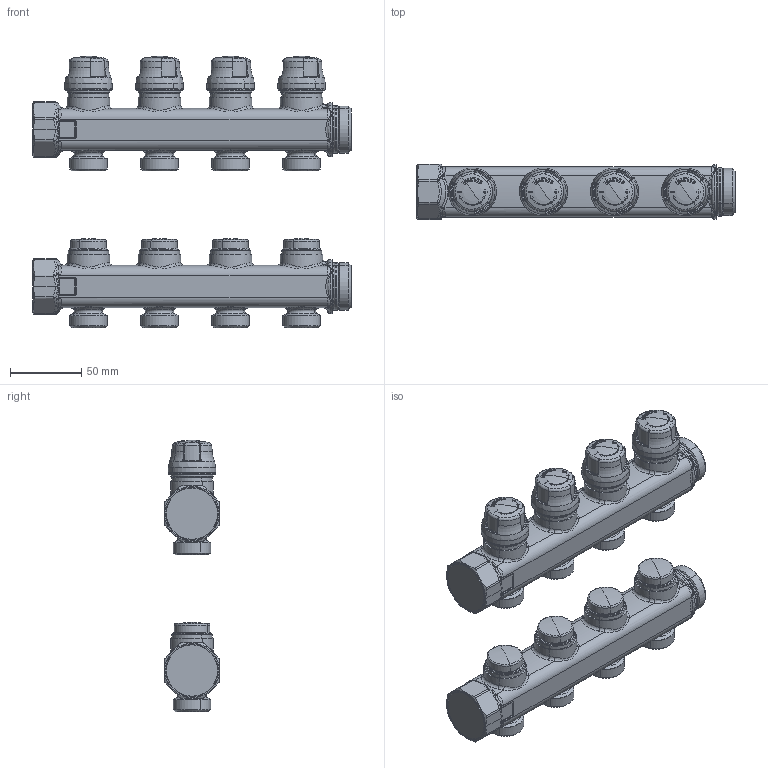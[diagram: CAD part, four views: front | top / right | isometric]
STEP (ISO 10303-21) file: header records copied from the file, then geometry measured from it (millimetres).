
FILE_DESCRIPTION(('CATIA V5 STEP Exchange','CAx-IF Rec.Pracs.--- Model Styling and Organization---1.5--- 2016-08-15','CAx-IF Rec.Pracs.---Supplemental Geometry---1.0---2011-11-01','CAx-IF Rec.Pracs.--- Composite Materials ---3.4---2017-06-13','CAx-IF Rec.Pracs.---Tessellated 3D Geometry---1.0---2015-12-17'),'2;1');
FILE_NAME('STEP_662645_-_TST.stp','2025-01-16T14:23:58+00:00',('none'),('none'),'CATIA Version 5-6 Release 2020 SP5','CATIA V5 STEP AP242 v2','none');
FILE_SCHEMA(('AP242_MANAGED_MODEL_BASED_3D_ENGINEERING_MIM_LF {1 0 10303 442 1 1 4}'));
Products named in the file (1): 662645 - TST
Bounding box: 223.7 x 39 x 190.96 mm (x, y, z)
Volume: 645804.5 mm3; surface area: 88643.7 mm2
Topology: 2 solids, 2 shells, 1732 faces, 4206 edges, 2416 vertices
Faces by surface type: bspline 614, plane 366, cylinder 290, torus 180, sphere 156, cone 126
Entity records: 74728 total; most frequent: CARTESIAN_POINT 41935, ORIENTED_EDGE 8148, EDGE_CURVE 4074, DIRECTION 3182, B_SPLINE_CURVE_WITH_KNOTS 2456, VERTEX_POINT 2416, EDGE_LOOP 1802, ADVANCED_FACE 1732
